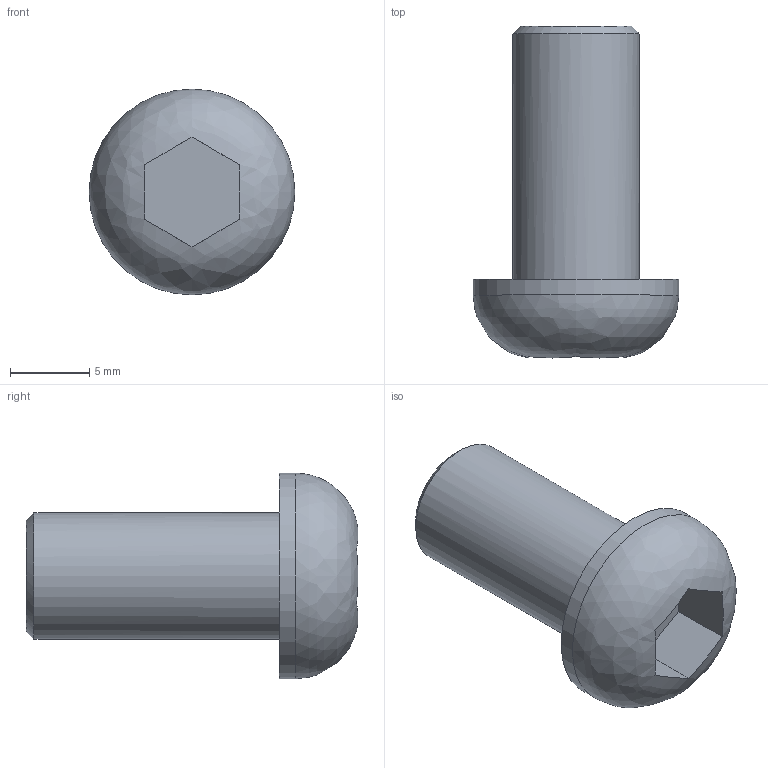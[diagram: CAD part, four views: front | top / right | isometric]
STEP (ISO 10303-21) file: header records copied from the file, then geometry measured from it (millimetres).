
FILE_DESCRIPTION(/* description */ ('VITE TBEI 7380 10.9 8X16 ZN'),/* implementation_level */ '2;1');
FILE_NAME(/* name */ 'F3DTM0001586.stp',/* time_stamp */ '2022-11-21T09:39:49+01:00',/* author */ ('tecnico7'),/* organization */ (''),/* preprocessor_version */ 'ST-DEVELOPER v18.1',/* originating_system */ 'Autodesk Inventor 2022',/* authorisation */ '');
FILE_SCHEMA (('AUTOMOTIVE_DESIGN { 1 0 10303 214 3 1 1 }'));
Length unit declared in the file: millimetre
Products named in the file (1): F3DTM0001586
Bounding box: 13 x 20.97 x 13 mm (x, y, z)
Volume: 1219.5 mm3; surface area: 868.8 mm2
Topology: 1 solids, 1 shells, 13 faces, 30 edges, 20 vertices
Faces by surface type: plane 9, cylinder 2, bspline 1, cone 1
Full cylindrical faces by diameter (mm): 8 x1, 13 x1
Entity records: 452 total; most frequent: CARTESIAN_POINT 123, ORIENTED_EDGE 60, DIRECTION 55, EDGE_CURVE 30, VERTEX_POINT 20, AXIS2_PLACEMENT_3D 20, LINE 15, VECTOR 15
